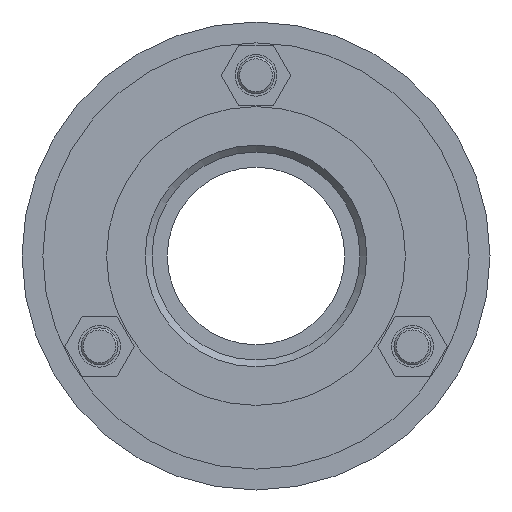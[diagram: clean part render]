
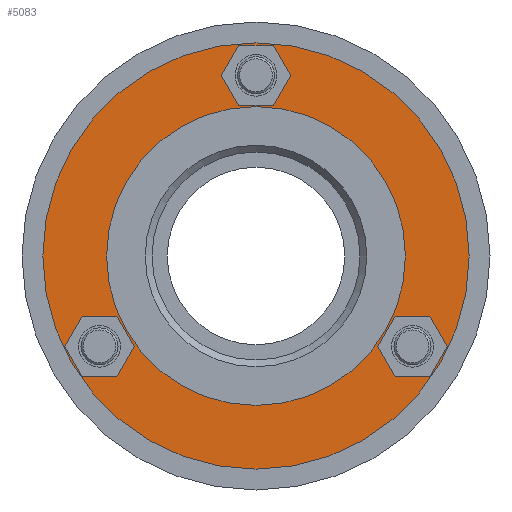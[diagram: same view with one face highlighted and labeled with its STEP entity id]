
A CAD part, front view. The second image highlights one B-rep face of the part: STEP entity #5083.
In plain terms, the highlighted planar face has unit normal (0, -1, 0).
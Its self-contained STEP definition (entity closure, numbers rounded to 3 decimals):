
#77=FACE_BOUND('',#1624,.T.);
#78=FACE_BOUND('',#1625,.T.);
#79=FACE_BOUND('',#1626,.T.);
#80=FACE_BOUND('',#1627,.T.);
#459=LINE('',#11747,#796);
#463=LINE('',#11755,#800);
#466=LINE('',#11761,#803);
#469=LINE('',#11767,#806);
#472=LINE('',#11773,#809);
#475=LINE('',#11778,#812);
#477=LINE('',#11789,#814);
#481=LINE('',#11797,#818);
#484=LINE('',#11803,#821);
#487=LINE('',#11809,#824);
#490=LINE('',#11815,#827);
#493=LINE('',#11820,#830);
#495=LINE('',#11830,#832);
#496=LINE('',#11832,#833);
#497=LINE('',#11834,#834);
#498=LINE('',#11836,#835);
#499=LINE('',#11838,#836);
#500=LINE('',#11839,#837);
#796=VECTOR('',#6422,7.506);
#800=VECTOR('',#6428,7.506);
#803=VECTOR('',#6433,7.506);
#806=VECTOR('',#6438,7.506);
#809=VECTOR('',#6443,7.506);
#812=VECTOR('',#6448,7.506);
#814=VECTOR('',#6460,7.506);
#818=VECTOR('',#6466,7.506);
#821=VECTOR('',#6471,7.506);
#824=VECTOR('',#6476,7.506);
#827=VECTOR('',#6481,7.506);
#830=VECTOR('',#6486,7.506);
#832=VECTOR('',#6496,7.506);
#833=VECTOR('',#6497,7.506);
#834=VECTOR('',#6498,7.506);
#835=VECTOR('',#6499,7.506);
#836=VECTOR('',#6500,7.506);
#837=VECTOR('',#6501,7.506);
#1019=PLANE('',#5474);
#1289=FACE_OUTER_BOUND('',#1623,.T.);
#1623=EDGE_LOOP('',(#4519));
#1624=EDGE_LOOP('',(#4520,#4521,#4522,#4523,#4524,#4525));
#1625=EDGE_LOOP('',(#4526,#4527,#4528,#4529,#4530,#4531));
#1626=EDGE_LOOP('',(#4532));
#1627=EDGE_LOOP('',(#4533,#4534,#4535,#4536,#4537,#4538));
#2104=CIRCLE('',#5475,46.);
#2105=CIRCLE('',#5476,32.25);
#2533=VERTEX_POINT('',#11745);
#2534=VERTEX_POINT('',#11746);
#2537=VERTEX_POINT('',#11754);
#2539=VERTEX_POINT('',#11760);
#2541=VERTEX_POINT('',#11766);
#2543=VERTEX_POINT('',#11772);
#2547=VERTEX_POINT('',#11787);
#2548=VERTEX_POINT('',#11788);
#2551=VERTEX_POINT('',#11796);
#2553=VERTEX_POINT('',#11802);
#2555=VERTEX_POINT('',#11808);
#2557=VERTEX_POINT('',#11814);
#2559=VERTEX_POINT('',#11824);
#2560=VERTEX_POINT('',#11826);
#2561=VERTEX_POINT('',#11828);
#2562=VERTEX_POINT('',#11829);
#2563=VERTEX_POINT('',#11831);
#2564=VERTEX_POINT('',#11833);
#2565=VERTEX_POINT('',#11835);
#2566=VERTEX_POINT('',#11837);
#3219=EDGE_CURVE('',#2533,#2534,#459,.T.);
#3223=EDGE_CURVE('',#2534,#2537,#463,.T.);
#3226=EDGE_CURVE('',#2537,#2539,#466,.T.);
#3229=EDGE_CURVE('',#2539,#2541,#469,.T.);
#3232=EDGE_CURVE('',#2541,#2543,#472,.T.);
#3235=EDGE_CURVE('',#2543,#2533,#475,.T.);
#3239=EDGE_CURVE('',#2547,#2548,#477,.T.);
#3243=EDGE_CURVE('',#2548,#2551,#481,.T.);
#3246=EDGE_CURVE('',#2551,#2553,#484,.T.);
#3249=EDGE_CURVE('',#2553,#2555,#487,.T.);
#3252=EDGE_CURVE('',#2555,#2557,#490,.T.);
#3255=EDGE_CURVE('',#2557,#2547,#493,.T.);
#3257=EDGE_CURVE('',#2559,#2559,#2104,.T.);
#3258=EDGE_CURVE('',#2560,#2560,#2105,.T.);
#3259=EDGE_CURVE('',#2561,#2562,#495,.T.);
#3260=EDGE_CURVE('',#2562,#2563,#496,.T.);
#3261=EDGE_CURVE('',#2563,#2564,#497,.T.);
#3262=EDGE_CURVE('',#2564,#2565,#498,.T.);
#3263=EDGE_CURVE('',#2565,#2566,#499,.T.);
#3264=EDGE_CURVE('',#2566,#2561,#500,.T.);
#4519=ORIENTED_EDGE('',*,*,#3257,.F.);
#4520=ORIENTED_EDGE('',*,*,#3219,.T.);
#4521=ORIENTED_EDGE('',*,*,#3223,.T.);
#4522=ORIENTED_EDGE('',*,*,#3226,.T.);
#4523=ORIENTED_EDGE('',*,*,#3229,.T.);
#4524=ORIENTED_EDGE('',*,*,#3232,.T.);
#4525=ORIENTED_EDGE('',*,*,#3235,.T.);
#4526=ORIENTED_EDGE('',*,*,#3239,.T.);
#4527=ORIENTED_EDGE('',*,*,#3243,.T.);
#4528=ORIENTED_EDGE('',*,*,#3246,.T.);
#4529=ORIENTED_EDGE('',*,*,#3249,.T.);
#4530=ORIENTED_EDGE('',*,*,#3252,.T.);
#4531=ORIENTED_EDGE('',*,*,#3255,.T.);
#4532=ORIENTED_EDGE('',*,*,#3258,.T.);
#4533=ORIENTED_EDGE('',*,*,#3259,.T.);
#4534=ORIENTED_EDGE('',*,*,#3260,.T.);
#4535=ORIENTED_EDGE('',*,*,#3261,.T.);
#4536=ORIENTED_EDGE('',*,*,#3262,.T.);
#4537=ORIENTED_EDGE('',*,*,#3263,.T.);
#4538=ORIENTED_EDGE('',*,*,#3264,.T.);
#5083=ADVANCED_FACE('',(#1289,#77,#78,#79,#80),#1019,.T.);
#5474=AXIS2_PLACEMENT_3D('',#11823,#6490,#6491);
#5475=AXIS2_PLACEMENT_3D('',#11825,#6492,#6493);
#5476=AXIS2_PLACEMENT_3D('',#11827,#6494,#6495);
#6422=DIRECTION('',(0.5,0.,-0.866));
#6428=DIRECTION('',(-0.5,0.,-0.866));
#6433=DIRECTION('',(-1.,0.,0.));
#6438=DIRECTION('',(-0.5,0.,0.866));
#6443=DIRECTION('',(0.5,0.,0.866));
#6448=DIRECTION('',(1.,0.,0.));
#6460=DIRECTION('',(0.5,0.,0.866));
#6466=DIRECTION('',(1.,0.,0.));
#6471=DIRECTION('',(0.5,0.,-0.866));
#6476=DIRECTION('',(-0.5,0.,-0.866));
#6481=DIRECTION('',(-1.,0.,0.));
#6486=DIRECTION('',(-0.5,0.,0.866));
#6490=DIRECTION('center_axis',(0.,-1.,0.));
#6491=DIRECTION('ref_axis',(0.,0.,-1.));
#6492=DIRECTION('center_axis',(0.,1.,0.));
#6493=DIRECTION('ref_axis',(1.,0.,0.));
#6494=DIRECTION('center_axis',(0.,1.,0.));
#6495=DIRECTION('ref_axis',(1.,0.,0.));
#6496=DIRECTION('',(-1.,0.,0.));
#6497=DIRECTION('',(-0.5,0.,0.866));
#6498=DIRECTION('',(0.5,0.,0.866));
#6499=DIRECTION('',(1.,0.,0.));
#6500=DIRECTION('',(0.5,0.,-0.866));
#6501=DIRECTION('',(-0.5,0.,-0.866));
#11745=CARTESIAN_POINT('',(-30.022,7.891,-13.));
#11746=CARTESIAN_POINT('',(-26.269,7.891,-19.5));
#11747=CARTESIAN_POINT('',(-32.958,7.891,-7.916));
#11754=CARTESIAN_POINT('',(-30.022,7.891,-26.));
#11755=CARTESIAN_POINT('',(-26.39,7.891,-19.709));
#11760=CARTESIAN_POINT('',(-37.528,7.891,-26.));
#11761=CARTESIAN_POINT('',(-41.764,7.891,-26.));
#11766=CARTESIAN_POINT('',(-41.281,7.891,-19.5));
#11767=CARTESIAN_POINT('',(-46.092,7.891,-11.166));
#11772=CARTESIAN_POINT('',(-37.528,7.891,-13.));
#11773=CARTESIAN_POINT('',(-35.772,7.891,-9.959));
#11778=CARTESIAN_POINT('',(-38.011,7.891,-13.));
#11787=CARTESIAN_POINT('',(26.269,7.891,-19.5));
#11788=CARTESIAN_POINT('',(30.022,7.891,-13.));
#11789=CARTESIAN_POINT('',(23.334,7.891,-24.584));
#11796=CARTESIAN_POINT('',(37.528,7.891,-13.));
#11797=CARTESIAN_POINT('',(-4.236,7.891,-13.));
#11802=CARTESIAN_POINT('',(41.281,7.891,-19.5));
#11803=CARTESIAN_POINT('',(26.149,7.891,6.709));
#11808=CARTESIAN_POINT('',(37.528,7.891,-26.));
#11809=CARTESIAN_POINT('',(32.716,7.891,-34.334));
#11814=CARTESIAN_POINT('',(30.022,7.891,-26.));
#11815=CARTESIAN_POINT('',(-7.989,7.891,-26.));
#11820=CARTESIAN_POINT('',(13.014,7.891,3.459));
#11823=CARTESIAN_POINT('Origin',(-46.,7.891,0.));
#11824=CARTESIAN_POINT('',(-46.,7.891,0.));
#11825=CARTESIAN_POINT('Origin',(0.,7.891,0.));
#11826=CARTESIAN_POINT('',(-32.25,7.891,0.));
#11827=CARTESIAN_POINT('Origin',(0.,7.891,0.));
#11828=CARTESIAN_POINT('',(3.753,7.891,32.5));
#11829=CARTESIAN_POINT('',(-3.753,7.891,32.5));
#11830=CARTESIAN_POINT('',(-24.876,7.891,32.5));
#11831=CARTESIAN_POINT('',(-7.506,7.891,39.));
#11832=CARTESIAN_POINT('',(-3.874,7.891,32.709));
#11833=CARTESIAN_POINT('',(-3.753,7.891,45.5));
#11834=CARTESIAN_POINT('',(-18.885,7.891,19.291));
#11835=CARTESIAN_POINT('',(3.753,7.891,45.5));
#11836=CARTESIAN_POINT('',(-21.124,7.891,45.5));
#11837=CARTESIAN_POINT('',(7.506,7.891,39.));
#11838=CARTESIAN_POINT('',(9.261,7.891,35.959));
#11839=CARTESIAN_POINT('',(-9.503,7.891,9.541));
